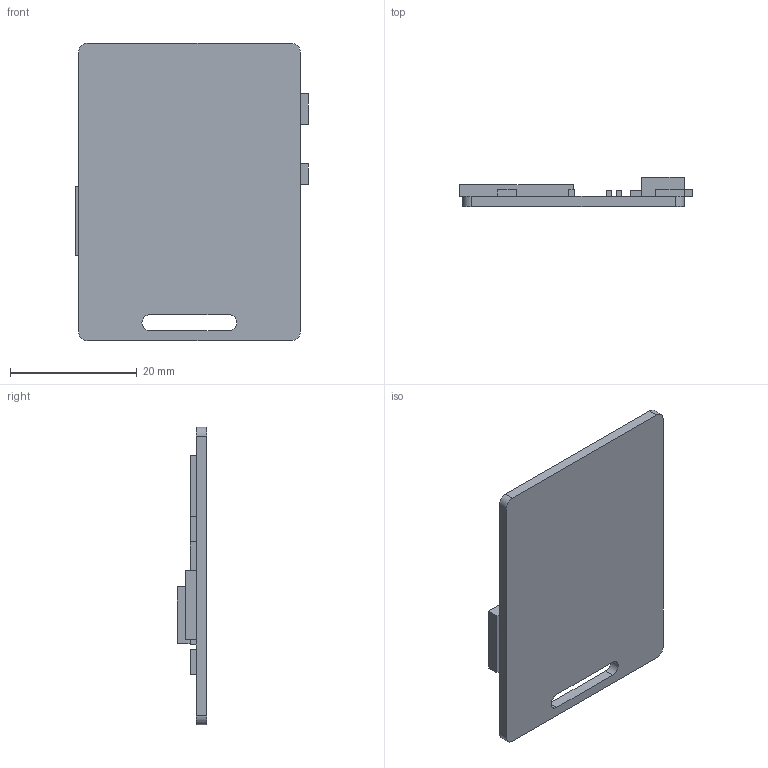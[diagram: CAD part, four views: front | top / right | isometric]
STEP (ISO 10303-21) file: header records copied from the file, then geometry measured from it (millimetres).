
FILE_DESCRIPTION(/* description */ (''),/* implementation_level */ '2;1');
FILE_NAME(/* name */ 'Midge PCB.step',/* time_stamp */ '2022-02-24T16:15:32+01:00',/* author */ (''),/* organization */ (''),/* preprocessor_version */ 'ST-DEVELOPER v18.1',/* originating_system */ 'Autodesk Translation Framework v10.13.0.1454',/* authorisation */ '');
FILE_SCHEMA (('AUTOMOTIVE_DESIGN { 1 0 10303 214 3 1 1 }'));
Length unit declared in the file: millimetre
Products named in the file (1): PCB
Bounding box: 36.8 x 4.6 x 47 mm (x, y, z)
Volume: 3250 mm3; surface area: 3870.6 mm2
Topology: 1 solids, 1 shells, 71 faces, 184 edges, 122 vertices
Faces by surface type: plane 65, cylinder 6
Entity records: 2171 total; most frequent: CARTESIAN_POINT 378, ORIENTED_EDGE 368, DIRECTION 340, EDGE_CURVE 184, LINE 172, VECTOR 172, VERTEX_POINT 122, AXIS2_PLACEMENT_3D 84
